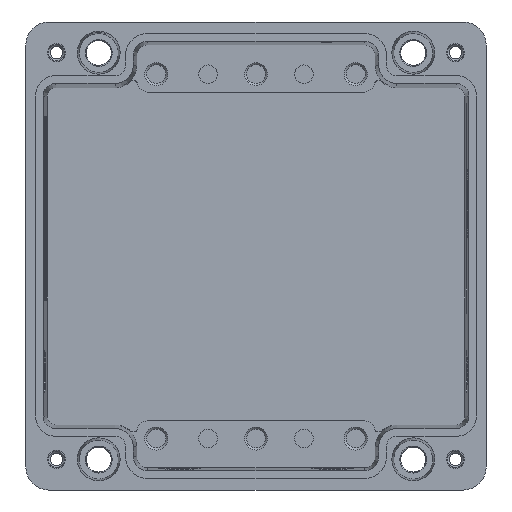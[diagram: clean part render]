
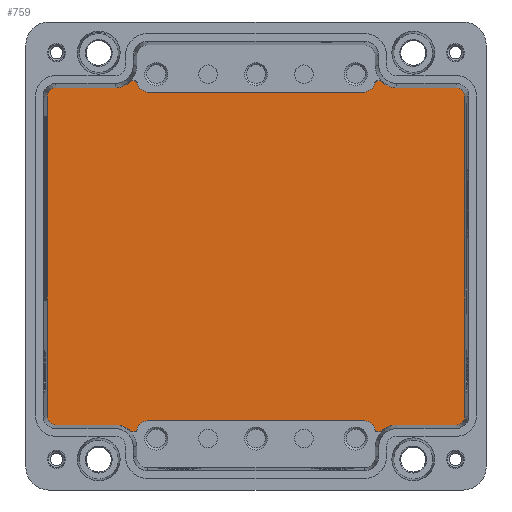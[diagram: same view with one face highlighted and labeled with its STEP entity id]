
A CAD part, top view. The second image highlights one B-rep face of the part: STEP entity #759.
In plain terms, the highlighted planar face has unit normal (0, 0, 1).
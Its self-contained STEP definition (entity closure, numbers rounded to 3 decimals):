
#32 = VERTEX_POINT('',#33);
#33 = CARTESIAN_POINT('',(36.468,-51.7,-19.05));
#39 = EDGE_CURVE('',#32,#40,#42,.T.);
#40 = VERTEX_POINT('',#41);
#41 = CARTESIAN_POINT('',(36.468,31.7,-19.05));
#42 = LINE('',#43,#44);
#43 = CARTESIAN_POINT('',(36.468,-62.25,-19.05));
#44 = VECTOR('',#45,1.);
#45 = DIRECTION('',(0.,1.,0.));
#714 = VERTEX_POINT('',#715);
#715 = CARTESIAN_POINT('',(34.2,-53.968,-19.05));
#721 = EDGE_CURVE('',#714,#32,#722,.T.);
#722 = CIRCLE('',#723,2.268);
#723 = AXIS2_PLACEMENT_3D('',#724,#725,#726);
#724 = CARTESIAN_POINT('',(34.2,-51.7,-19.05));
#725 = DIRECTION('',(0.,-0.,1.));
#726 = DIRECTION('',(0.,1.,0.));
#739 = EDGE_CURVE('',#40,#740,#742,.T.);
#740 = VERTEX_POINT('',#741);
#741 = CARTESIAN_POINT('',(34.2,33.968,-19.05));
#742 = CIRCLE('',#743,2.268);
#743 = AXIS2_PLACEMENT_3D('',#744,#745,#746);
#744 = CARTESIAN_POINT('',(34.2,31.7,-19.05));
#745 = DIRECTION('',(0.,-0.,1.));
#746 = DIRECTION('',(0.,1.,0.));
#759 = ADVANCED_FACE('',(#760),#977,.T.);
#760 = FACE_BOUND('',#761,.T.);
#761 = EDGE_LOOP('',(#762,#773,#781,#790,#796,#797,#798,#799,#807,#816,
    #824,#833,#842,#850,#859,#868,#876,#885,#893,#902,#910,#919,#927,
    #936,#944,#953,#962,#970));
#762 = ORIENTED_EDGE('',*,*,#763,.T.);
#763 = EDGE_CURVE('',#764,#766,#768,.T.);
#764 = VERTEX_POINT('',#765);
#765 = CARTESIAN_POINT('',(12.847,-55.233,-19.05));
#766 = VERTEX_POINT('',#767);
#767 = CARTESIAN_POINT('',(13.748,-55.93,-19.05));
#768 = CIRCLE('',#769,0.93);
#769 = AXIS2_PLACEMENT_3D('',#770,#771,#772);
#770 = CARTESIAN_POINT('',(13.748,-55.,-19.05));
#771 = DIRECTION('',(0.,-0.,1.));
#772 = DIRECTION('',(0.,1.,0.));
#773 = ORIENTED_EDGE('',*,*,#774,.T.);
#774 = EDGE_CURVE('',#766,#775,#777,.T.);
#775 = VERTEX_POINT('',#776);
#776 = CARTESIAN_POINT('',(14.383,-55.93,-19.05));
#777 = LINE('',#778,#779);
#778 = CARTESIAN_POINT('',(10.25,-55.93,-19.05));
#779 = VECTOR('',#780,1.);
#780 = DIRECTION('',(1.,0.,0.));
#781 = ORIENTED_EDGE('',*,*,#782,.F.);
#782 = EDGE_CURVE('',#783,#775,#785,.T.);
#783 = VERTEX_POINT('',#784);
#784 = CARTESIAN_POINT('',(18.7,-53.968,-19.05));
#785 = CIRCLE('',#786,5.732);
#786 = AXIS2_PLACEMENT_3D('',#787,#788,#789);
#787 = CARTESIAN_POINT('',(18.7,-59.7,-19.05));
#788 = DIRECTION('',(0.,-0.,1.));
#789 = DIRECTION('',(0.,1.,0.));
#790 = ORIENTED_EDGE('',*,*,#791,.T.);
#791 = EDGE_CURVE('',#783,#714,#792,.T.);
#792 = LINE('',#793,#794);
#793 = CARTESIAN_POINT('',(10.25,-53.968,-19.05));
#794 = VECTOR('',#795,1.);
#795 = DIRECTION('',(1.,0.,0.));
#796 = ORIENTED_EDGE('',*,*,#721,.T.);
#797 = ORIENTED_EDGE('',*,*,#39,.T.);
#798 = ORIENTED_EDGE('',*,*,#739,.T.);
#799 = ORIENTED_EDGE('',*,*,#800,.T.);
#800 = EDGE_CURVE('',#740,#801,#803,.T.);
#801 = VERTEX_POINT('',#802);
#802 = CARTESIAN_POINT('',(18.7,33.968,-19.05));
#803 = LINE('',#804,#805);
#804 = CARTESIAN_POINT('',(10.25,33.968,-19.05));
#805 = VECTOR('',#806,1.);
#806 = DIRECTION('',(-1.,0.,0.));
#807 = ORIENTED_EDGE('',*,*,#808,.F.);
#808 = EDGE_CURVE('',#809,#801,#811,.T.);
#809 = VERTEX_POINT('',#810);
#810 = CARTESIAN_POINT('',(14.383,35.93,-19.05));
#811 = CIRCLE('',#812,5.732);
#812 = AXIS2_PLACEMENT_3D('',#813,#814,#815);
#813 = CARTESIAN_POINT('',(18.7,39.7,-19.05));
#814 = DIRECTION('',(0.,-0.,1.));
#815 = DIRECTION('',(0.,1.,0.));
#816 = ORIENTED_EDGE('',*,*,#817,.T.);
#817 = EDGE_CURVE('',#809,#818,#820,.T.);
#818 = VERTEX_POINT('',#819);
#819 = CARTESIAN_POINT('',(13.748,35.93,-19.05));
#820 = LINE('',#821,#822);
#821 = CARTESIAN_POINT('',(10.25,35.93,-19.05));
#822 = VECTOR('',#823,1.);
#823 = DIRECTION('',(-1.,0.,0.));
#824 = ORIENTED_EDGE('',*,*,#825,.T.);
#825 = EDGE_CURVE('',#818,#826,#828,.T.);
#826 = VERTEX_POINT('',#827);
#827 = CARTESIAN_POINT('',(12.847,35.233,-19.05));
#828 = CIRCLE('',#829,0.93);
#829 = AXIS2_PLACEMENT_3D('',#830,#831,#832);
#830 = CARTESIAN_POINT('',(13.748,35.,-19.05));
#831 = DIRECTION('',(0.,-0.,1.));
#832 = DIRECTION('',(0.,1.,0.));
#833 = ORIENTED_EDGE('',*,*,#834,.F.);
#834 = EDGE_CURVE('',#835,#826,#837,.T.);
#835 = VERTEX_POINT('',#836);
#836 = CARTESIAN_POINT('',(9.875,32.93,-19.05));
#837 = CIRCLE('',#838,3.07);
#838 = AXIS2_PLACEMENT_3D('',#839,#840,#841);
#839 = CARTESIAN_POINT('',(9.875,36.,-19.05));
#840 = DIRECTION('',(0.,-0.,1.));
#841 = DIRECTION('',(0.,1.,0.));
#842 = ORIENTED_EDGE('',*,*,#843,.T.);
#843 = EDGE_CURVE('',#835,#844,#846,.T.);
#844 = VERTEX_POINT('',#845);
#845 = CARTESIAN_POINT('',(-45.875,32.93,-19.05));
#846 = LINE('',#847,#848);
#847 = CARTESIAN_POINT('',(10.25,32.93,-19.05));
#848 = VECTOR('',#849,1.);
#849 = DIRECTION('',(-1.,0.,0.));
#850 = ORIENTED_EDGE('',*,*,#851,.F.);
#851 = EDGE_CURVE('',#852,#844,#854,.T.);
#852 = VERTEX_POINT('',#853);
#853 = CARTESIAN_POINT('',(-48.847,35.233,-19.05));
#854 = CIRCLE('',#855,3.07);
#855 = AXIS2_PLACEMENT_3D('',#856,#857,#858);
#856 = CARTESIAN_POINT('',(-45.875,36.,-19.05));
#857 = DIRECTION('',(0.,-0.,1.));
#858 = DIRECTION('',(0.,1.,0.));
#859 = ORIENTED_EDGE('',*,*,#860,.T.);
#860 = EDGE_CURVE('',#852,#861,#863,.T.);
#861 = VERTEX_POINT('',#862);
#862 = CARTESIAN_POINT('',(-49.748,35.93,-19.05));
#863 = CIRCLE('',#864,0.93);
#864 = AXIS2_PLACEMENT_3D('',#865,#866,#867);
#865 = CARTESIAN_POINT('',(-49.748,35.,-19.05));
#866 = DIRECTION('',(0.,-0.,1.));
#867 = DIRECTION('',(0.,1.,0.));
#868 = ORIENTED_EDGE('',*,*,#869,.T.);
#869 = EDGE_CURVE('',#861,#870,#872,.T.);
#870 = VERTEX_POINT('',#871);
#871 = CARTESIAN_POINT('',(-50.383,35.93,-19.05));
#872 = LINE('',#873,#874);
#873 = CARTESIAN_POINT('',(10.25,35.93,-19.05));
#874 = VECTOR('',#875,1.);
#875 = DIRECTION('',(-1.,0.,0.));
#876 = ORIENTED_EDGE('',*,*,#877,.F.);
#877 = EDGE_CURVE('',#878,#870,#880,.T.);
#878 = VERTEX_POINT('',#879);
#879 = CARTESIAN_POINT('',(-54.7,33.968,-19.05));
#880 = CIRCLE('',#881,5.732);
#881 = AXIS2_PLACEMENT_3D('',#882,#883,#884);
#882 = CARTESIAN_POINT('',(-54.7,39.7,-19.05));
#883 = DIRECTION('',(0.,-0.,1.));
#884 = DIRECTION('',(0.,1.,0.));
#885 = ORIENTED_EDGE('',*,*,#886,.T.);
#886 = EDGE_CURVE('',#878,#887,#889,.T.);
#887 = VERTEX_POINT('',#888);
#888 = CARTESIAN_POINT('',(-70.2,33.968,-19.05));
#889 = LINE('',#890,#891);
#890 = CARTESIAN_POINT('',(10.25,33.968,-19.05));
#891 = VECTOR('',#892,1.);
#892 = DIRECTION('',(-1.,0.,0.));
#893 = ORIENTED_EDGE('',*,*,#894,.T.);
#894 = EDGE_CURVE('',#887,#895,#897,.T.);
#895 = VERTEX_POINT('',#896);
#896 = CARTESIAN_POINT('',(-72.468,31.7,-19.05));
#897 = CIRCLE('',#898,2.268);
#898 = AXIS2_PLACEMENT_3D('',#899,#900,#901);
#899 = CARTESIAN_POINT('',(-70.2,31.7,-19.05));
#900 = DIRECTION('',(0.,-0.,1.));
#901 = DIRECTION('',(0.,1.,0.));
#902 = ORIENTED_EDGE('',*,*,#903,.T.);
#903 = EDGE_CURVE('',#895,#904,#906,.T.);
#904 = VERTEX_POINT('',#905);
#905 = CARTESIAN_POINT('',(-72.468,-51.7,-19.05));
#906 = LINE('',#907,#908);
#907 = CARTESIAN_POINT('',(-72.468,-62.25,-19.05));
#908 = VECTOR('',#909,1.);
#909 = DIRECTION('',(0.,-1.,0.));
#910 = ORIENTED_EDGE('',*,*,#911,.T.);
#911 = EDGE_CURVE('',#904,#912,#914,.T.);
#912 = VERTEX_POINT('',#913);
#913 = CARTESIAN_POINT('',(-70.2,-53.968,-19.05));
#914 = CIRCLE('',#915,2.268);
#915 = AXIS2_PLACEMENT_3D('',#916,#917,#918);
#916 = CARTESIAN_POINT('',(-70.2,-51.7,-19.05));
#917 = DIRECTION('',(0.,-0.,1.));
#918 = DIRECTION('',(0.,1.,0.));
#919 = ORIENTED_EDGE('',*,*,#920,.T.);
#920 = EDGE_CURVE('',#912,#921,#923,.T.);
#921 = VERTEX_POINT('',#922);
#922 = CARTESIAN_POINT('',(-54.7,-53.968,-19.05));
#923 = LINE('',#924,#925);
#924 = CARTESIAN_POINT('',(10.25,-53.968,-19.05));
#925 = VECTOR('',#926,1.);
#926 = DIRECTION('',(1.,0.,0.));
#927 = ORIENTED_EDGE('',*,*,#928,.F.);
#928 = EDGE_CURVE('',#929,#921,#931,.T.);
#929 = VERTEX_POINT('',#930);
#930 = CARTESIAN_POINT('',(-50.383,-55.93,-19.05));
#931 = CIRCLE('',#932,5.732);
#932 = AXIS2_PLACEMENT_3D('',#933,#934,#935);
#933 = CARTESIAN_POINT('',(-54.7,-59.7,-19.05));
#934 = DIRECTION('',(0.,-0.,1.));
#935 = DIRECTION('',(0.,1.,0.));
#936 = ORIENTED_EDGE('',*,*,#937,.T.);
#937 = EDGE_CURVE('',#929,#938,#940,.T.);
#938 = VERTEX_POINT('',#939);
#939 = CARTESIAN_POINT('',(-49.748,-55.93,-19.05));
#940 = LINE('',#941,#942);
#941 = CARTESIAN_POINT('',(10.25,-55.93,-19.05));
#942 = VECTOR('',#943,1.);
#943 = DIRECTION('',(1.,0.,0.));
#944 = ORIENTED_EDGE('',*,*,#945,.T.);
#945 = EDGE_CURVE('',#938,#946,#948,.T.);
#946 = VERTEX_POINT('',#947);
#947 = CARTESIAN_POINT('',(-48.847,-55.233,-19.05));
#948 = CIRCLE('',#949,0.93);
#949 = AXIS2_PLACEMENT_3D('',#950,#951,#952);
#950 = CARTESIAN_POINT('',(-49.748,-55.,-19.05));
#951 = DIRECTION('',(0.,-0.,1.));
#952 = DIRECTION('',(0.,1.,0.));
#953 = ORIENTED_EDGE('',*,*,#954,.F.);
#954 = EDGE_CURVE('',#955,#946,#957,.T.);
#955 = VERTEX_POINT('',#956);
#956 = CARTESIAN_POINT('',(-45.875,-52.93,-19.05));
#957 = CIRCLE('',#958,3.07);
#958 = AXIS2_PLACEMENT_3D('',#959,#960,#961);
#959 = CARTESIAN_POINT('',(-45.875,-56.,-19.05));
#960 = DIRECTION('',(0.,-0.,1.));
#961 = DIRECTION('',(0.,1.,0.));
#962 = ORIENTED_EDGE('',*,*,#963,.T.);
#963 = EDGE_CURVE('',#955,#964,#966,.T.);
#964 = VERTEX_POINT('',#965);
#965 = CARTESIAN_POINT('',(9.875,-52.93,-19.05));
#966 = LINE('',#967,#968);
#967 = CARTESIAN_POINT('',(10.25,-52.93,-19.05));
#968 = VECTOR('',#969,1.);
#969 = DIRECTION('',(1.,0.,0.));
#970 = ORIENTED_EDGE('',*,*,#971,.F.);
#971 = EDGE_CURVE('',#764,#964,#972,.T.);
#972 = CIRCLE('',#973,3.07);
#973 = AXIS2_PLACEMENT_3D('',#974,#975,#976);
#974 = CARTESIAN_POINT('',(9.875,-56.,-19.05));
#975 = DIRECTION('',(0.,-0.,1.));
#976 = DIRECTION('',(0.,1.,0.));
#977 = PLANE('',#978);
#978 = AXIS2_PLACEMENT_3D('',#979,#980,#981);
#979 = CARTESIAN_POINT('',(10.25,-62.25,-19.05));
#980 = DIRECTION('',(0.,0.,1.));
#981 = DIRECTION('',(0.,1.,0.));
